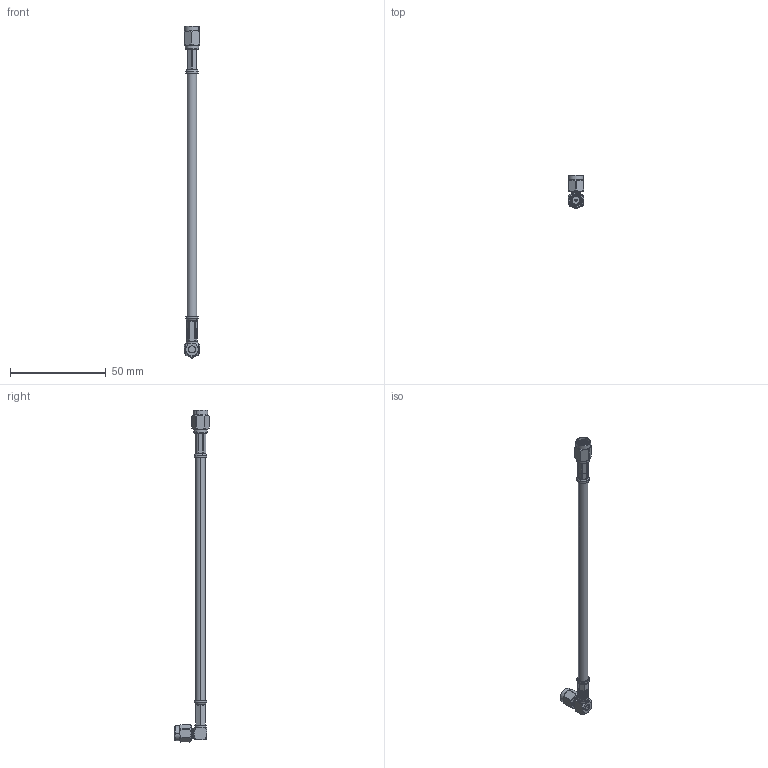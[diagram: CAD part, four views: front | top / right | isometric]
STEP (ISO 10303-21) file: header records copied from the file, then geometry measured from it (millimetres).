
FILE_DESCRIPTION (( 'STEP AP203' ), '1' );
FILE_NAME ('PE3003.step', '2018-09-05T22:33:47', ( '' ), ( '' ), 'SwSTEP 2.0', 'SolidWorks 2017', '' );
FILE_SCHEMA (( 'CONFIG_CONTROL_DESIGN' ));
Products named in the file (4): Coax Cable_RG400; PE4008_Crimped; PE4002_Crimped; PE3003
Assembly tree (3 placements, depth 2):
  PE3003
    Coax Cable_RG400
    PE4008_Crimped
    PE4002_Crimped
Bounding box: 8.08 x 17.83 x 173.3 mm (x, y, z)
Volume: 3927 mm3; surface area: 4648.8 mm2
Topology: 6 solids, 6 shells, 3413 faces, 7287 edges, 3903 vertices
Faces by surface type: bspline 2414, cylinder 667, plane 282, cone 44, torus 6
Entity records: 139500 total; most frequent: CARTESIAN_POINT 93391, ORIENTED_EDGE 14570, EDGE_CURVE 7285, VERTEX_POINT 3903, EDGE_LOOP 3436, ADVANCED_FACE 3413, FACE_OUTER_BOUND 3413, DIRECTION 3133
